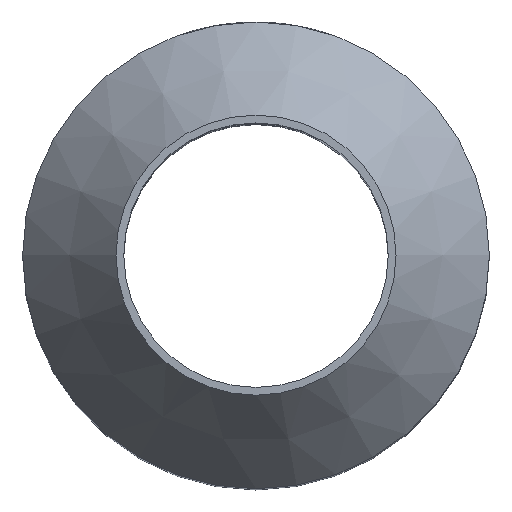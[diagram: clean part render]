
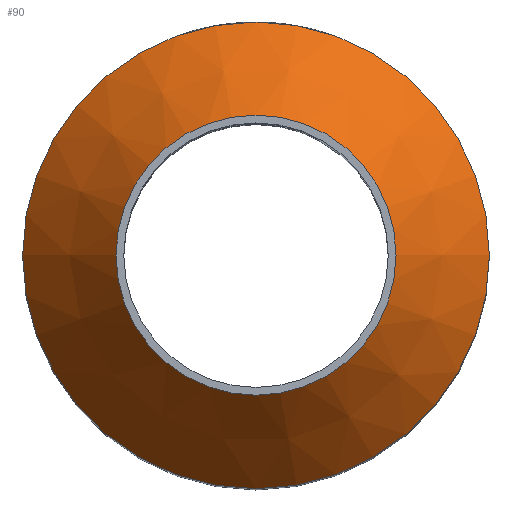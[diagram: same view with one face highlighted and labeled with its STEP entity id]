
A CAD part, top view. The second image highlights one B-rep face of the part: STEP entity #90.
In plain terms, the highlighted conical face has half-angle 38.66 degrees and reference radius 9 mm.
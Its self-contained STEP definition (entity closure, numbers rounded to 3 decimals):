
#54=CONICAL_SURFACE('',#567,9.,38.66);
#70=FACE_BOUND('',#164,.T.);
#71=FACE_BOUND('',#165,.T.);
#78=CIRCLE('',#557,5.4);
#82=CIRCLE('',#563,9.);
#90=ADVANCED_FACE('',(#70,#71),#54,.T.);
#164=EDGE_LOOP('',(#242));
#165=EDGE_LOOP('',(#243));
#242=ORIENTED_EDGE('',*,*,#412,.F.);
#243=ORIENTED_EDGE('',*,*,#422,.F.);
#356=VERTEX_POINT('',#717);
#366=VERTEX_POINT('',#873);
#412=EDGE_CURVE('',#356,#356,#78,.T.);
#422=EDGE_CURVE('',#366,#366,#82,.T.);
#557=AXIS2_PLACEMENT_3D('',#716,#585,#586);
#563=AXIS2_PLACEMENT_3D('',#872,#597,#598);
#567=AXIS2_PLACEMENT_3D('',#1050,#605,#606);
#585=DIRECTION('',(0.,0.,1.));
#586=DIRECTION('',(1.,0.,0.));
#597=DIRECTION('',(0.,0.,-1.));
#598=DIRECTION('',(1.,0.,0.));
#605=DIRECTION('',(0.,0.,-1.));
#606=DIRECTION('',(-1.,0.,0.));
#716=CARTESIAN_POINT('',(0.,0.,36.));
#717=CARTESIAN_POINT('',(5.4,0.,36.));
#872=CARTESIAN_POINT('',(0.,0.,31.5));
#873=CARTESIAN_POINT('',(9.,0.,31.5));
#1050=CARTESIAN_POINT('',(0.,0.,31.5));
